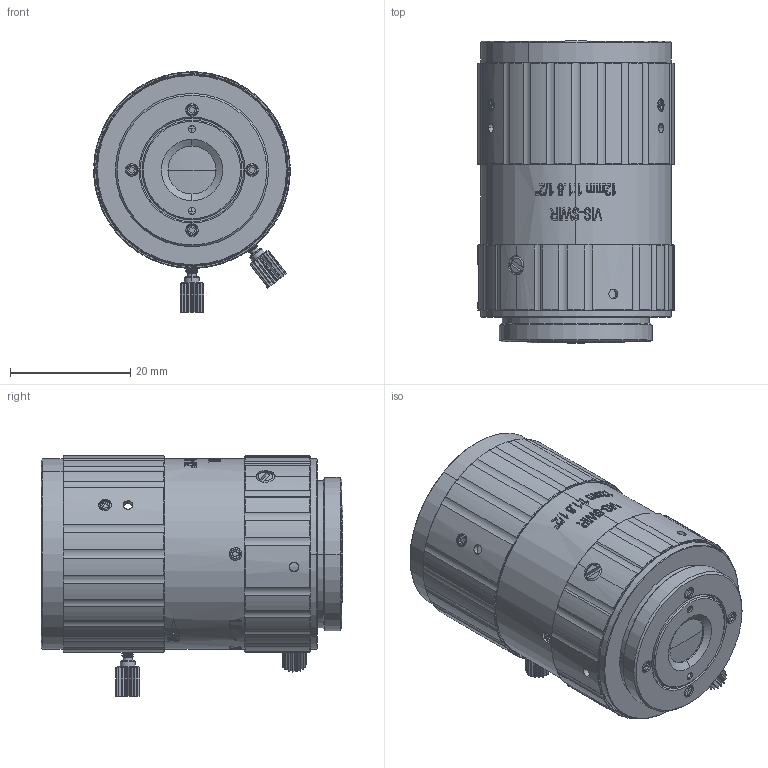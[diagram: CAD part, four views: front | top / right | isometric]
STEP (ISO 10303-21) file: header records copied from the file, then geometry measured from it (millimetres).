
FILE_DESCRIPTION(('FreeCAD Model'),'2;1');
FILE_NAME('Open CASCADE Shape Model','2025-01-21T08:28:04',('Author'),( ''),'Open CASCADE STEP processor 7.8','FreeCAD','Unknown');
FILE_SCHEMA(('AUTOMOTIVE_DESIGN { 1 0 10303 214 1 1 1 1 }'));
Length unit declared in the file: millimetre
Products named in the file (54): VA-LCM-1.3MP-12MM-F1.8-020-SWIR; WJ2313A-504-V01; 201-V01; WJ2313A-501-V01; WJ2313A-301-V01; WJ2313A-511-V01; 203-V01; WJ2313A-503-V01; WJ2313A-536-V01; WJ2313A-311-V01; WJ2313A-517-V01; WJ2313A-506-V020; WJ2313A-506-V01; WJ2313A-506-V002; WJ2313A-506-V003; WJ2313A-506-V004; WJ2313A-506-V005; WJ2313A-506-V006; WJ2313A-506-V007; WJ2313A-506-V008; WJ2313A-506-V009; WJ2313A-506-V010; WJ2313A-506-V011; WJ2313A-506-V012; WJ2313A-506-V013; WJ2313A-506-V014; WJ2313A-506-V015; WJ2313A-506-V016; WJ2313A-506-V017; WJ2313A-506-V018; WJ2313A-506-V019; WJ2313A-505-V01; 521-V1; WJ2313A-508-V01; WJ2313A-509-V01; M14302001-V002; M14302001-V0; M14302001-V001; M14302001-V005; M14302001-V003 ...
Assembly tree (53 placements, depth 3):
  VA-LCM-1.3MP-12MM-F1.8-020-SWIR
    WJ2313A-504-V01
    201-V01
      WJ2313A-501-V01
      WJ2313A-301-V01
      WJ2313A-511-V01
    203-V01
      WJ2313A-503-V01
      WJ2313A-536-V01
      WJ2313A-311-V01
      WJ2313A-517-V01
    WJ2313A-506-V020
      WJ2313A-506-V01
      WJ2313A-506-V002
      WJ2313A-506-V003
      WJ2313A-506-V004
      WJ2313A-506-V005
      WJ2313A-506-V006
      WJ2313A-506-V007
      WJ2313A-506-V008
      WJ2313A-506-V009
      WJ2313A-506-V010
      WJ2313A-506-V011
      WJ2313A-506-V012
      WJ2313A-506-V013
      WJ2313A-506-V014
      WJ2313A-506-V015
      WJ2313A-506-V016
      WJ2313A-506-V017
      WJ2313A-506-V018
      WJ2313A-506-V019
    WJ2313A-505-V01
    521-V1
    WJ2313A-508-V01
    WJ2313A-509-V01
    M14302001-V002
      M14302001-V0
      M14302001-V001
    M14302001-V005
      M14302001-V003
      M14302001-V004
    M14302001-V008
      M14302001-V006
      M14302001-V007
    M14302001-V011
      M14302001-V009
      M14302001-V010
    M14302001-V012
    M14302001-V013
    M14252001-V0
    M14252001-V001
    M14252001-V002
    IRF19-531-V4
    IRF19-531-V005
Bounding box: 32.68 x 50.22 x 39.99 mm (x, y, z)
Volume: 5304.1 mm3; surface area: 17861.6 mm2
Topology: 46 solids, 49 shells, 1504 faces, 3798 edges, 2473 vertices
Faces by surface type: plane 475, cylinder 465, bspline 308, cone 232, torus 20, sphere 4
Entity records: 89368 total; most frequent: CARTESIAN_POINT 54517, ORIENTED_EDGE 7592, DIRECTION 6093, EDGE_CURVE 3796, VERTEX_POINT 2473, AXIS2_PLACEMENT_3D 2426, FACE_BOUND 1647, EDGE_LOOP 1647
